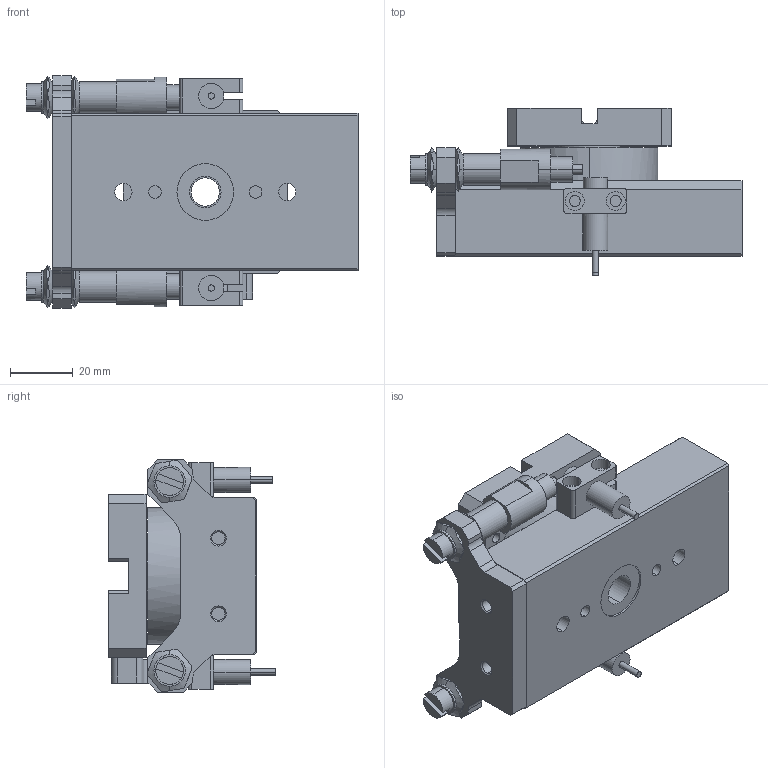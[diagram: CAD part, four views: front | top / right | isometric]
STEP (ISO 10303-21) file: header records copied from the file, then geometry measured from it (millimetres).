
FILE_DESCRIPTION (( 'STEP AP203' ), '1' );
FILE_NAME ('TP12.STEP', '2024-12-12T06:08:09', ( 'USER-' ), ( 'Microsoft' ), 'SwSTEP 2.0', 'SolidWorks 2018', '' );
FILE_SCHEMA (( 'CONFIG_CONTROL_DESIGN' ));
Length unit declared in the file: millimetre
Products named in the file (4): LB-TR25-02薊ァ蛈极; TG12唅蛌詰-橾遴耀倰; TP12; LB-TR25-04癹弇結輸
Assembly tree (3 placements, depth 2):
  TP12
    TG12唅蛌詰-橾遴耀倰
    LB-TR25-02薊ァ蛈极
    LB-TR25-04癹弇結輸
Bounding box: 105.45 x 53.2 x 73.8 mm (x, y, z)
Volume: 171763.1 mm3; surface area: 41561.3 mm2
Topology: 3 solids, 15 shells, 473 faces, 1130 edges, 730 vertices
Faces by surface type: plane 225, cylinder 184, cone 64
Entity records: 14477 total; most frequent: CARTESIAN_POINT 2711, DIRECTION 2511, ORIENTED_EDGE 2252, EDGE_CURVE 1126, AXIS2_PLACEMENT_3D 970, VERTEX_POINT 730, VECTOR 571, LINE 571
